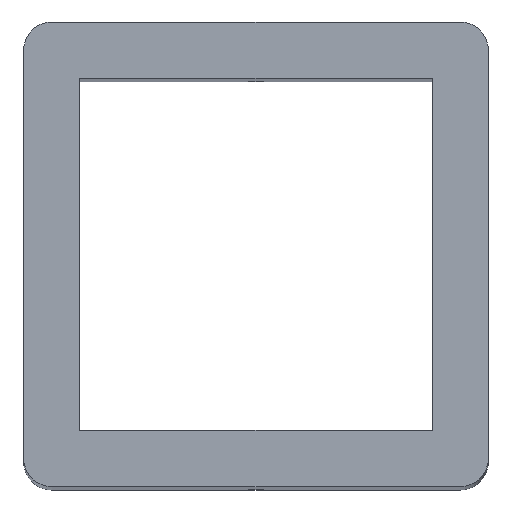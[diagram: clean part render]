
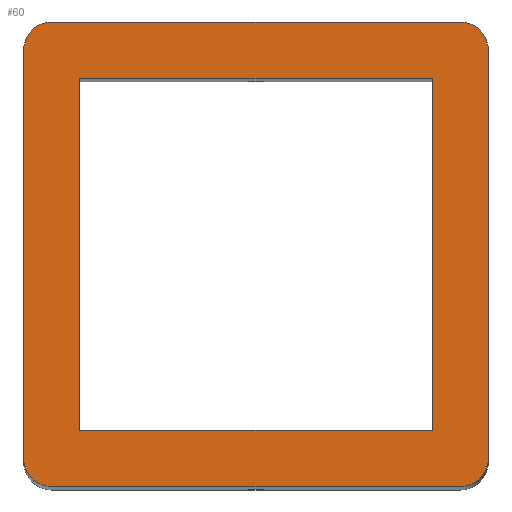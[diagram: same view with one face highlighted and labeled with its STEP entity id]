
A CAD part, top view. The second image highlights one B-rep face of the part: STEP entity #60.
In plain terms, the highlighted planar face has unit normal (0, 0, 1).
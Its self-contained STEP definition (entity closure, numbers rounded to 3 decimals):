
#60=ADVANCED_FACE('',(#154,#155),#80,.T.);
#80=PLANE('',#435);
#84=LINE('',#573,#112);
#88=LINE('',#581,#116);
#91=LINE('',#593,#119);
#92=LINE('',#595,#120);
#96=LINE('',#610,#124);
#102=LINE('',#624,#130);
#104=LINE('',#634,#132);
#109=LINE('',#644,#137);
#112=VECTOR('',#461,1.);
#116=VECTOR('',#467,1.);
#119=VECTOR('',#478,1.);
#120=VECTOR('',#481,1.);
#124=VECTOR('',#493,1.);
#130=VECTOR('',#501,1.);
#132=VECTOR('',#511,1.);
#137=VECTOR('',#518,1.);
#154=FACE_BOUND('',#190,.T.);
#155=FACE_BOUND('',#191,.T.);
#190=EDGE_LOOP('',(#254,#255,#256,#257,#258,#259,#260,#261));
#191=EDGE_LOOP('',(#262,#263,#264,#265));
#254=ORIENTED_EDGE('',*,*,#371,.T.);
#255=ORIENTED_EDGE('',*,*,#382,.T.);
#256=ORIENTED_EDGE('',*,*,#376,.T.);
#257=ORIENTED_EDGE('',*,*,#383,.T.);
#258=ORIENTED_EDGE('',*,*,#358,.T.);
#259=ORIENTED_EDGE('',*,*,#384,.T.);
#260=ORIENTED_EDGE('',*,*,#365,.T.);
#261=ORIENTED_EDGE('',*,*,#385,.T.);
#262=ORIENTED_EDGE('',*,*,#347,.T.);
#263=ORIENTED_EDGE('',*,*,#351,.T.);
#264=ORIENTED_EDGE('',*,*,#357,.T.);
#265=ORIENTED_EDGE('',*,*,#381,.T.);
#311=VERTEX_POINT('',#572);
#312=VERTEX_POINT('',#574);
#314=VERTEX_POINT('',#580);
#319=VERTEX_POINT('',#592);
#320=VERTEX_POINT('',#596);
#321=VERTEX_POINT('',#597);
#327=VERTEX_POINT('',#611);
#328=VERTEX_POINT('',#612);
#333=VERTEX_POINT('',#623);
#334=VERTEX_POINT('',#625);
#338=VERTEX_POINT('',#635);
#339=VERTEX_POINT('',#636);
#347=EDGE_CURVE('',#312,#311,#84,.T.);
#351=EDGE_CURVE('',#311,#314,#88,.T.);
#357=EDGE_CURVE('',#314,#319,#91,.T.);
#358=EDGE_CURVE('',#320,#321,#92,.T.);
#365=EDGE_CURVE('',#327,#328,#96,.T.);
#371=EDGE_CURVE('',#334,#333,#102,.T.);
#376=EDGE_CURVE('',#338,#339,#104,.T.);
#381=EDGE_CURVE('',#319,#312,#109,.T.);
#382=EDGE_CURVE('',#333,#338,#402,.T.);
#383=EDGE_CURVE('',#339,#320,#403,.T.);
#384=EDGE_CURVE('',#321,#327,#404,.T.);
#385=EDGE_CURVE('',#328,#334,#405,.T.);
#402=CIRCLE('',#431,2.);
#403=CIRCLE('',#432,2.);
#404=CIRCLE('',#433,2.);
#405=CIRCLE('',#434,2.);
#431=AXIS2_PLACEMENT_3D('',#646,#521,#522);
#432=AXIS2_PLACEMENT_3D('',#647,#523,#524);
#433=AXIS2_PLACEMENT_3D('',#648,#525,#526);
#434=AXIS2_PLACEMENT_3D('',#649,#527,#528);
#435=AXIS2_PLACEMENT_3D('',#650,#529,#530);
#461=DIRECTION('',(-1.,0.,0.));
#467=DIRECTION('',(0.,1.,0.));
#478=DIRECTION('',(1.,0.,0.));
#481=DIRECTION('',(0.,-1.,0.));
#493=DIRECTION('',(1.,0.,0.));
#501=DIRECTION('',(0.,1.,0.));
#511=DIRECTION('',(-1.,0.,0.));
#518=DIRECTION('',(0.,-1.,0.));
#521=DIRECTION('',(0.,0.,1.));
#522=DIRECTION('',(1.,0.,0.));
#523=DIRECTION('',(0.,0.,1.));
#524=DIRECTION('',(1.,0.,0.));
#525=DIRECTION('',(0.,0.,1.));
#526=DIRECTION('',(1.,0.,0.));
#527=DIRECTION('',(0.,0.,1.));
#528=DIRECTION('',(1.,0.,0.));
#529=DIRECTION('',(0.,0.,1.));
#530=DIRECTION('',(1.,0.,0.));
#572=CARTESIAN_POINT('',(4.,4.,135.5));
#573=CARTESIAN_POINT('',(29.,4.,135.5));
#574=CARTESIAN_POINT('',(29.,4.,135.5));
#580=CARTESIAN_POINT('',(4.,29.,135.5));
#581=CARTESIAN_POINT('',(4.,4.,135.5));
#592=CARTESIAN_POINT('',(29.,29.,135.5));
#593=CARTESIAN_POINT('',(4.,29.,135.5));
#595=CARTESIAN_POINT('',(0.,33.,135.5));
#596=CARTESIAN_POINT('',(0.,31.,135.5));
#597=CARTESIAN_POINT('',(0.,2.,135.5));
#610=CARTESIAN_POINT('',(0.,0.,135.5));
#611=CARTESIAN_POINT('',(2.,0.,135.5));
#612=CARTESIAN_POINT('',(31.,0.,135.5));
#623=CARTESIAN_POINT('',(33.,31.,135.5));
#624=CARTESIAN_POINT('',(33.,0.,135.5));
#625=CARTESIAN_POINT('',(33.,2.,135.5));
#634=CARTESIAN_POINT('',(33.,33.,135.5));
#635=CARTESIAN_POINT('',(31.,33.,135.5));
#636=CARTESIAN_POINT('',(2.,33.,135.5));
#644=CARTESIAN_POINT('',(29.,29.,135.5));
#646=CARTESIAN_POINT('',(31.,31.,135.5));
#647=CARTESIAN_POINT('',(2.,31.,135.5));
#648=CARTESIAN_POINT('',(2.,2.,135.5));
#649=CARTESIAN_POINT('',(31.,2.,135.5));
#650=CARTESIAN_POINT('',(0.,0.,135.5));
